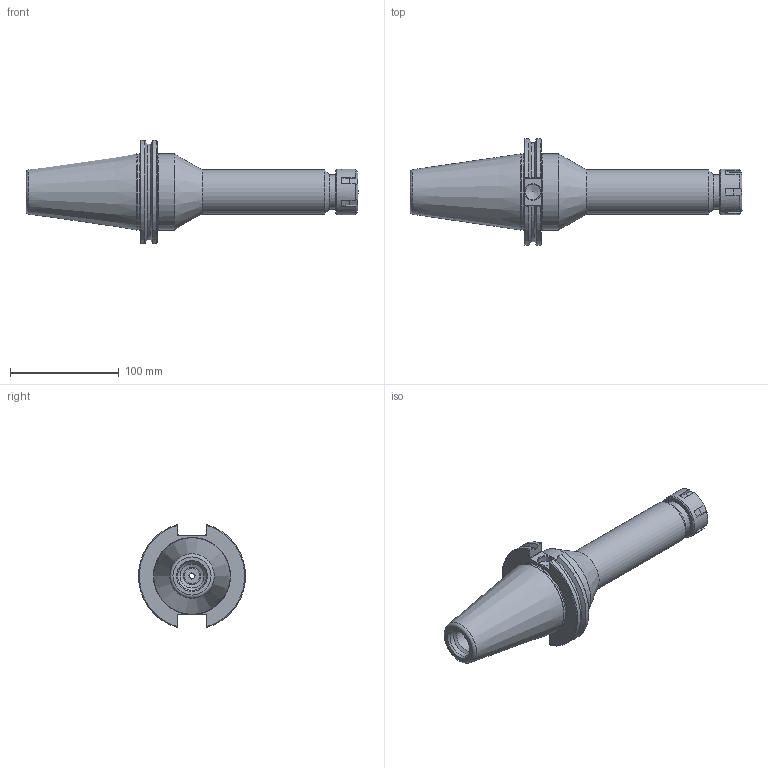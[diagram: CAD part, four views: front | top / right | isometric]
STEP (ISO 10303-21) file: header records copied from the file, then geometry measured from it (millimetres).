
FILE_DESCRIPTION((''),'2;1');
FILE_NAME('C50-25ER8.stp','2014-08-01T09:04:08',('kaykin'),(''),'Autodesk Inventor 2012','Autodesk Inventor 2012','');
FILE_SCHEMA(('AUTOMOTIVE_DESIGN { 1 0 10303 214 1 1 1 1 }'));
Length unit declared in the file: inch
Products named in the file (4): C50-25ER8; C50-25ER8-1; 25ERN; BS-11
Assembly tree (3 placements, depth 2):
  C50-25ER8
    C50-25ER8-1
    25ERN
    BS-11
Bounding box: 304.8 x 98.06 x 94.71 mm (x, y, z)
Volume: 567350 mm3; surface area: 83877.7 mm2
Topology: 3 solids, 3 shells, 153 faces, 396 edges, 253 vertices
Faces by surface type: plane 63, cylinder 48, cone 33, torus 9
Full cylindrical faces by diameter (mm): 7.112 x1, 14.3 x1, 15.113 x2, 15.748 x1, 17.297 x1, 18.034 x1, 20.18 x1, 21.946 x1, 21.971 x1, 26.365 x1, 26.86 x1, 30.5 x1, 32 x1, 32.88 x1, 40.513 x1, 42 x1, 69.342 x1, 69.85 x1
Entity records: 4611 total; most frequent: CARTESIAN_POINT 1030, DIRECTION 692, ORIENTED_EDGE 678, EDGE_CURVE 339, AXIS2_PLACEMENT_3D 281, VERTEX_POINT 243, EDGE_LOOP 210, FACE_OUTER_BOUND 153
